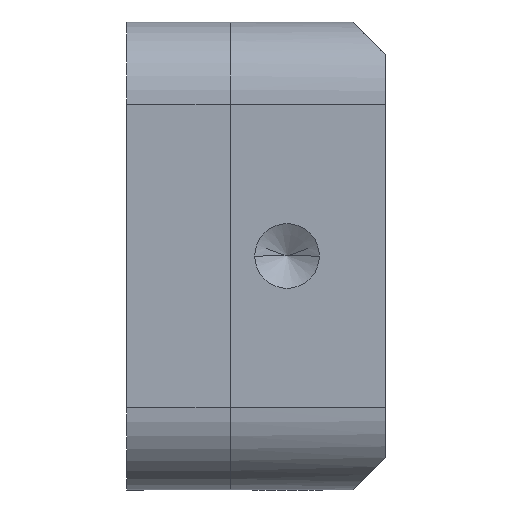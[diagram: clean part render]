
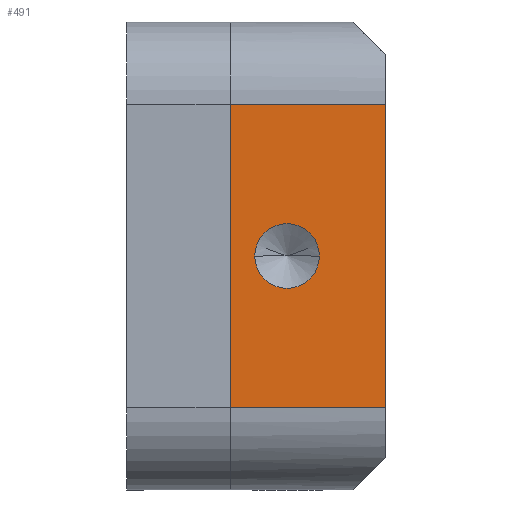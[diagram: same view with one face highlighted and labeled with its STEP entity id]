
A CAD part, left-side view. The second image highlights one B-rep face of the part: STEP entity #491.
In plain terms, the highlighted planar face has unit normal (-1, 0, 0).
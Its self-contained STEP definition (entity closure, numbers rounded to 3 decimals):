
#7 = DIRECTION ( 'NONE',  ( 0., -1., 0. ) ) ;
#46 = FACE_OUTER_BOUND ( 'NONE', #330, .T. ) ;
#170 = LINE ( 'NONE', #781, #447 ) ;
#209 = DIRECTION ( 'NONE',  ( 0., 0., -1. ) ) ;
#224 = DIRECTION ( 'NONE',  ( 0., 0., 1. ) ) ;
#292 = CARTESIAN_POINT ( 'NONE',  ( -19.05, 0., 3.8 ) ) ;
#319 = EDGE_CURVE ( 'NONE', #446, #1334, #405, .T. ) ;
#330 = EDGE_LOOP ( 'NONE', ( #904, #1272, #457, #1474 ) ) ;
#349 = CIRCLE ( 'NONE', #1437, 1.25 ) ;
#359 = VECTOR ( 'NONE', #209, 1000. ) ;
#405 = CIRCLE ( 'NONE', #441, 1.25 ) ;
#424 = LINE ( 'NONE', #732, #1833 ) ;
#441 = AXIS2_PLACEMENT_3D ( 'NONE', #292, #1453, #1189 ) ;
#446 = VERTEX_POINT ( 'NONE', #1673 ) ;
#447 = VECTOR ( 'NONE', #1196, 1000. ) ;
#457 = ORIENTED_EDGE ( 'NONE', *, *, #709, .T. ) ;
#465 = DIRECTION ( 'NONE',  ( -1., 0., 0. ) ) ;
#484 = DIRECTION ( 'NONE',  ( 0., 0., -1. ) ) ;
#491 = ADVANCED_FACE ( 'NONE', ( #1788, #46 ), #774, .F. ) ;
#517 = EDGE_CURVE ( 'NONE', #1046, #521, #1264, .T. ) ;
#521 = VERTEX_POINT ( 'NONE', #693 ) ;
#550 = EDGE_LOOP ( 'NONE', ( #629, #1861 ) ) ;
#594 = CARTESIAN_POINT ( 'NONE',  ( -19.05, 0., 3.8 ) ) ;
#629 = ORIENTED_EDGE ( 'NONE', *, *, #319, .F. ) ;
#693 = CARTESIAN_POINT ( 'NONE',  ( -19.05, -5.875, 6. ) ) ;
#709 = EDGE_CURVE ( 'NONE', #1097, #1046, #424, .T. ) ;
#732 = CARTESIAN_POINT ( 'NONE',  ( -19.05, -9.05, 0. ) ) ;
#774 = PLANE ( 'NONE',  #1857 ) ;
#781 = CARTESIAN_POINT ( 'NONE',  ( -19.05, -9.05, 6. ) ) ;
#798 = CARTESIAN_POINT ( 'NONE',  ( -19.05, -5.875, 0. ) ) ;
#841 = CARTESIAN_POINT ( 'NONE',  ( -19.05, 5.875, 0. ) ) ;
#852 = EDGE_CURVE ( 'NONE', #1214, #521, #170, .T. ) ;
#904 = ORIENTED_EDGE ( 'NONE', *, *, #852, .F. ) ;
#1046 = VERTEX_POINT ( 'NONE', #798 ) ;
#1097 = VERTEX_POINT ( 'NONE', #841 ) ;
#1168 = DIRECTION ( 'NONE',  ( 0., 0., 1. ) ) ;
#1189 = DIRECTION ( 'NONE',  ( 0., 0., 1. ) ) ;
#1191 = CARTESIAN_POINT ( 'NONE',  ( -19.05, 5.875, 6. ) ) ;
#1196 = DIRECTION ( 'NONE',  ( 0., -1., 0. ) ) ;
#1210 = VECTOR ( 'NONE', #224, 1000. ) ;
#1214 = VERTEX_POINT ( 'NONE', #1191 ) ;
#1264 = LINE ( 'NONE', #1549, #1210 ) ;
#1272 = ORIENTED_EDGE ( 'NONE', *, *, #1747, .T. ) ;
#1278 = EDGE_CURVE ( 'NONE', #1334, #446, #349, .T. ) ;
#1334 = VERTEX_POINT ( 'NONE', #1731 ) ;
#1352 = CARTESIAN_POINT ( 'NONE',  ( -19.05, -9.05, 6. ) ) ;
#1354 = LINE ( 'NONE', #1669, #359 ) ;
#1437 = AXIS2_PLACEMENT_3D ( 'NONE', #594, #465, #1168 ) ;
#1453 = DIRECTION ( 'NONE',  ( -1., 0., 0. ) ) ;
#1474 = ORIENTED_EDGE ( 'NONE', *, *, #517, .T. ) ;
#1549 = CARTESIAN_POINT ( 'NONE',  ( -19.05, -5.875, 6. ) ) ;
#1669 = CARTESIAN_POINT ( 'NONE',  ( -19.05, 5.875, 6. ) ) ;
#1673 = CARTESIAN_POINT ( 'NONE',  ( -19.05, 0., 5.05 ) ) ;
#1731 = CARTESIAN_POINT ( 'NONE',  ( -19.05, 0., 2.55 ) ) ;
#1747 = EDGE_CURVE ( 'NONE', #1214, #1097, #1354, .T. ) ;
#1778 = DIRECTION ( 'NONE',  ( 1., 0., 0. ) ) ;
#1788 = FACE_BOUND ( 'NONE', #550, .T. ) ;
#1833 = VECTOR ( 'NONE', #7, 1000. ) ;
#1857 = AXIS2_PLACEMENT_3D ( 'NONE', #1352, #1778, #484 ) ;
#1861 = ORIENTED_EDGE ( 'NONE', *, *, #1278, .F. ) ;
